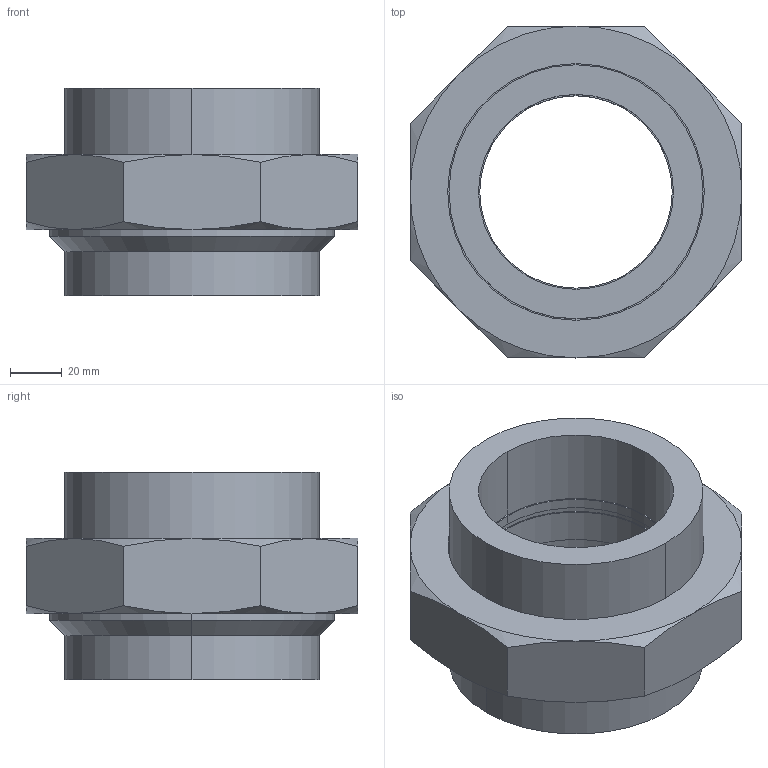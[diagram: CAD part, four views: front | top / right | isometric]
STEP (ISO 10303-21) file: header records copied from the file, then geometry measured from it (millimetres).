
FILE_DESCRIPTION (( 'STEP AP203' ), '1' );
FILE_NAME ('11-3131-10_outokumpu.step', '2015-08-07T11:22:40', ( '' ), ( '' ), 'SwSTEP 2.0', 'SolidWorks 2008', '' );
FILE_SCHEMA (( 'CONFIG_CONTROL_DESIGN' ));
Length unit declared in the file: millimetre
Products named in the file (5): seal-11-3131-10_outokumpu_seal-11-3131-10_outokumpu; 11-3131-10_outokumpu; nut-13-222-145_outokumpu_nut-13-222-145_outokumpu; case-13-555-153_outokumpu_case-13-555-153_outokumpu; nipple-13-444-021_outokumpu_nipple-13-444-021_outokumpu
Assembly tree (4 placements, depth 2):
  11-3131-10_outokumpu
    case-13-555-153_outokumpu_case-13-555-153_outokumpu
    nut-13-222-145_outokumpu_nut-13-222-145_outokumpu
    seal-11-3131-10_outokumpu_seal-11-3131-10_outokumpu
    nipple-13-444-021_outokumpu_nipple-13-444-021_outokumpu
Bounding box: 128 x 128 x 80 mm (x, y, z)
Volume: 432352 mm3; surface area: 106362.6 mm2
Topology: 4 solids, 4 shells, 64 faces, 134 edges, 82 vertices
Faces by surface type: cylinder 24, plane 20, cone 20
Entity records: 2407 total; most frequent: CARTESIAN_POINT 511, DIRECTION 310, ORIENTED_EDGE 268, AXIS2_PLACEMENT_3D 137, EDGE_CURVE 134, VERTEX_POINT 82, EDGE_LOOP 76, CIRCLE 66
